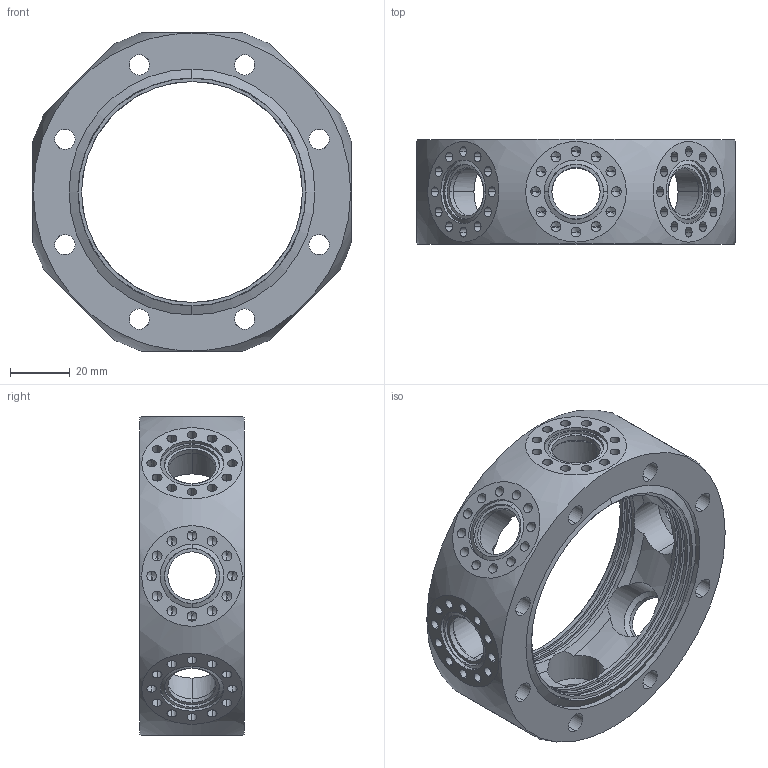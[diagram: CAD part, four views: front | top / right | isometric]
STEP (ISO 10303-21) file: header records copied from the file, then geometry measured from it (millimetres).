
FILE_DESCRIPTION (( 'STEP AP214' ), '1' );
FILE_NAME ('多面体-2CF63+8CF16.STEP', '2023-09-27T00:47:42', ( '' ), ( '' ), 'SwSTEP 2.0', 'SolidWorks 2020', '' );
FILE_SCHEMA (( 'AUTOMOTIVE_DESIGN' ));
Length unit declared in the file: millimetre
Products named in the file (1): 嗣醱极-2CF63+8CF16
Bounding box: 106.8 x 35 x 106.8 mm (x, y, z)
Volume: 108957.8 mm3; surface area: 51799.3 mm2
Topology: 1 solids, 1 shells, 582 faces, 1510 edges, 830 vertices
Faces by surface type: cylinder 280, cone 264, plane 28, torus 8, sphere 2
Entity records: 19702 total; most frequent: CARTESIAN_POINT 3927, DIRECTION 2974, ORIENTED_EDGE 2624, EDGE_CURVE 1312, AXIS2_PLACEMENT_3D 1227, VERTEX_POINT 828, EDGE_LOOP 744, CIRCLE 644
